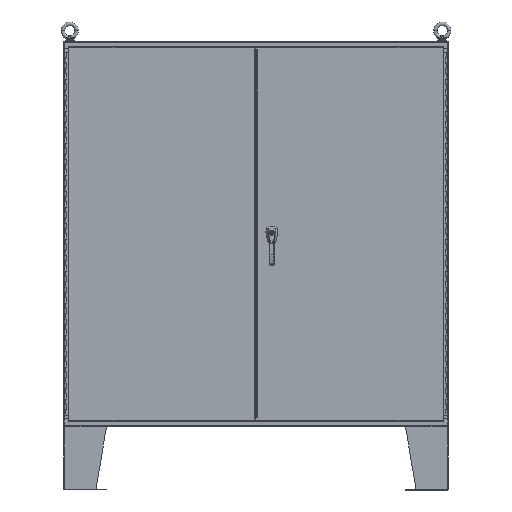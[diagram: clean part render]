
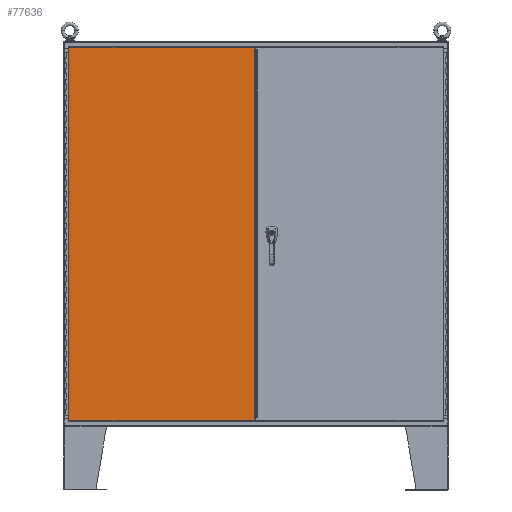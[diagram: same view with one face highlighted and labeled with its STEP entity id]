
A CAD part, front view. The second image highlights one B-rep face of the part: STEP entity #77636.
In plain terms, the highlighted planar face has unit normal (0, -1, 0).
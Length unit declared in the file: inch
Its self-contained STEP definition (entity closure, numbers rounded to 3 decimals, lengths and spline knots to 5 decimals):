
#633 = ORIENTED_EDGE ( 'NONE', *, *, #2440, .F. ) ;
#1140 = LINE ( 'NONE', #25288, #4768 ) ;
#2440 = EDGE_CURVE ( 'NONE', #31333, #93868, #1140, .T. ) ;
#4768 = VECTOR ( 'NONE', #9210, 39.37008 ) ;
#4802 = CARTESIAN_POINT ( 'NONE',  ( -0.26825, -13.723, 34.982 ) ) ;
#9210 = DIRECTION ( 'NONE',  ( 1., 0., 0. ) ) ;
#11874 = VECTOR ( 'NONE', #43520, 39.37008 ) ;
#16937 = EDGE_CURVE ( 'NONE', #37496, #31333, #90023, .T. ) ;
#17520 = EDGE_CURVE ( 'NONE', #93868, #30919, #67395, .T. ) ;
#17975 = EDGE_CURVE ( 'NONE', #30919, #90812, #18531, .T. ) ;
#18531 = LINE ( 'NONE', #44217, #67892 ) ;
#22816 = ORIENTED_EDGE ( 'NONE', *, *, #17520, .F. ) ;
#24388 = CARTESIAN_POINT ( 'NONE',  ( -35.10725, -13.723, 34.982 ) ) ;
#25288 = CARTESIAN_POINT ( 'NONE',  ( -35.10725, -13.723, 34.982 ) ) ;
#29609 = CARTESIAN_POINT ( 'NONE',  ( -0.26825, -13.723, -34.982 ) ) ;
#30919 = VERTEX_POINT ( 'NONE', #53365 ) ;
#31258 = CARTESIAN_POINT ( 'NONE',  ( -35.10725, -13.723, 34.982 ) ) ;
#31333 = VERTEX_POINT ( 'NONE', #31258 ) ;
#32421 = FACE_OUTER_BOUND ( 'NONE', #75388, .T. ) ;
#32693 = CARTESIAN_POINT ( 'NONE',  ( -35.10725, -13.723, 34.982 ) ) ;
#32864 = EDGE_CURVE ( 'NONE', #90812, #102213, #39196, .T. ) ;
#34931 = LINE ( 'NONE', #76707, #11874 ) ;
#37496 = VERTEX_POINT ( 'NONE', #67472 ) ;
#39196 = LINE ( 'NONE', #71866, #39502 ) ;
#39502 = VECTOR ( 'NONE', #57376, 39.37008 ) ;
#39582 = CARTESIAN_POINT ( 'NONE',  ( -0.26825, -13.723, -34.608 ) ) ;
#40155 = ORIENTED_EDGE ( 'NONE', *, *, #17975, .F. ) ;
#43520 = DIRECTION ( 'NONE',  ( -1., 0., 0. ) ) ;
#44217 = CARTESIAN_POINT ( 'NONE',  ( -0.26825, -13.723, 34.982 ) ) ;
#53365 = CARTESIAN_POINT ( 'NONE',  ( -0.26825, -13.723, 34.608 ) ) ;
#57376 = DIRECTION ( 'NONE',  ( 0., 0., -1. ) ) ;
#57905 = AXIS2_PLACEMENT_3D ( 'NONE', #24388, #82268, #90822 ) ;
#58507 = EDGE_CURVE ( 'NONE', #102213, #37496, #34931, .T. ) ;
#58949 = DIRECTION ( 'NONE',  ( 0., 0., 1. ) ) ;
#59302 = VECTOR ( 'NONE', #58949, 39.37008 ) ;
#65093 = PLANE ( 'NONE',  #57905 ) ;
#67395 = LINE ( 'NONE', #68954, #76385 ) ;
#67472 = CARTESIAN_POINT ( 'NONE',  ( -35.10725, -13.723, -34.982 ) ) ;
#67781 = DIRECTION ( 'NONE',  ( 0., 0., -1. ) ) ;
#67892 = VECTOR ( 'NONE', #67781, 39.37008 ) ;
#68954 = CARTESIAN_POINT ( 'NONE',  ( -0.26825, -13.723, 34.982 ) ) ;
#69288 = ORIENTED_EDGE ( 'NONE', *, *, #16937, .F. ) ;
#71866 = CARTESIAN_POINT ( 'NONE',  ( -0.26825, -13.723, 34.982 ) ) ;
#75388 = EDGE_LOOP ( 'NONE', ( #100588, #40155, #22816, #633, #69288, #80407 ) ) ;
#76385 = VECTOR ( 'NONE', #100060, 39.37008 ) ;
#76707 = CARTESIAN_POINT ( 'NONE',  ( -35.10725, -13.723, -34.982 ) ) ;
#77636 = ADVANCED_FACE ( 'NONE', ( #32421 ), #65093, .F. ) ;
#80407 = ORIENTED_EDGE ( 'NONE', *, *, #58507, .F. ) ;
#82268 = DIRECTION ( 'NONE',  ( 0., 1., 0. ) ) ;
#90023 = LINE ( 'NONE', #32693, #59302 ) ;
#90812 = VERTEX_POINT ( 'NONE', #39582 ) ;
#90822 = DIRECTION ( 'NONE',  ( 0., 0., 1. ) ) ;
#93868 = VERTEX_POINT ( 'NONE', #4802 ) ;
#100060 = DIRECTION ( 'NONE',  ( 0., 0., -1. ) ) ;
#100588 = ORIENTED_EDGE ( 'NONE', *, *, #32864, .F. ) ;
#102213 = VERTEX_POINT ( 'NONE', #29609 ) ;
